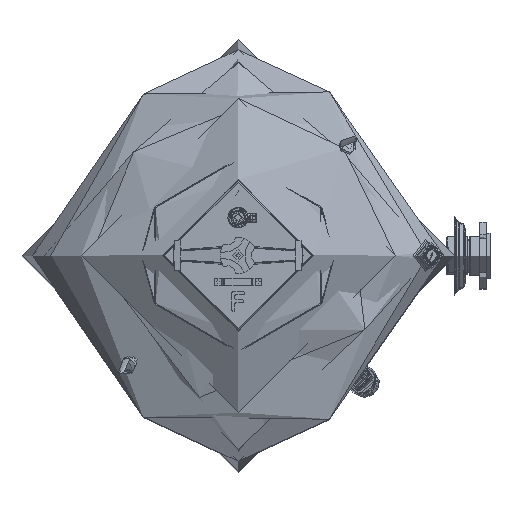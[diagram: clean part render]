
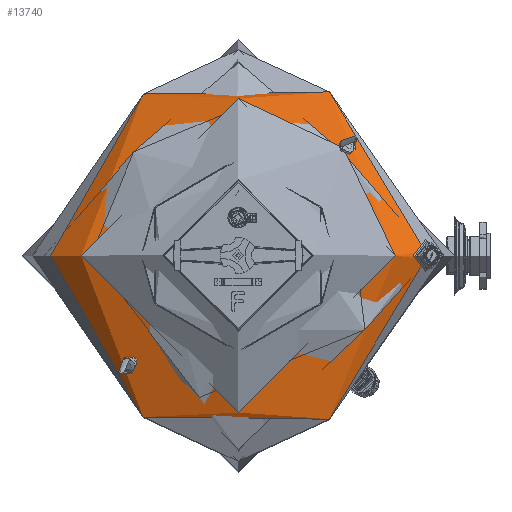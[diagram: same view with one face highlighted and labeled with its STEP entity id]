
A CAD part, top view. The second image highlights one B-rep face of the part: STEP entity #13740.
In plain terms, the highlighted free-form (B-spline) face has degree [3, 3] with [4, 7] control points.
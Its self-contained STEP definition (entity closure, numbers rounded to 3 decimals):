
#13740 = ADVANCED_FACE( '', ( #20402, #20403 ), #20404, .T. );
#20402 = FACE_OUTER_BOUND( '', #22905, .T. );
#20403 = FACE_OUTER_BOUND( '', #22906, .T. );
#20404 = ( BOUNDED_SURFACE(  )B_SPLINE_SURFACE( 3, 3, ( ( #22909, #22910, #22911, #22912, #22913, #22914, #22915 ), ( #22916, #22917, #22918, #22919, #22920, #22921, #22922 ), ( #22923, #22924, #22925, #22926, #22927, #22928, #22929 ), ( #22930, #22931, #22932, #22933, #22934, #22935, #22936 ) ), .UNSPECIFIED., .F., .T., .F. )B_SPLINE_SURFACE_WITH_KNOTS( ( 4, 4 ), ( 4, 3, 4 ), ( 0., 6.283 ), ( -1.009, -0.929, -0.849 ), .UNSPECIFIED. )GEOMETRIC_REPRESENTATION_ITEM(  )RATIONAL_B_SPLINE_SURFACE( ( ( 1., 0.333, 0.333, 1., 0.333, 0.333, 1. ), ( 0.998, 0.333, 0.333, 0.998, 0.333, 0.333, 0.998 ), ( 0.998, 0.333, 0.333, 0.998, 0.333, 0.333, 0.998 ), ( 1., 0.333, 0.333, 1., 0.333, 0.333, 1. ) ) )REPRESENTATION_ITEM( '' )SURFACE(  ) );
#22905 = EDGE_LOOP( '', ( #26582, #26583 ) );
#22906 = EDGE_LOOP( '', ( #26584 ) );
#22909 = CARTESIAN_POINT( '', ( -619.861, 0., 569.466 ) );
#22910 = CARTESIAN_POINT( '', ( -619.861, 1239.721, 569.466 ) );
#22911 = CARTESIAN_POINT( '', ( 619.861, 1239.721, 569.466 ) );
#22912 = CARTESIAN_POINT( '', ( 619.861, 0., 569.466 ) );
#22913 = CARTESIAN_POINT( '', ( 619.861, -1239.721, 569.466 ) );
#22914 = CARTESIAN_POINT( '', ( -619.861, -1239.721, 569.466 ) );
#22915 = CARTESIAN_POINT( '', ( -619.861, 0., 569.466 ) );
#22916 = CARTESIAN_POINT( '', ( -588.491, 0., 597.053 ) );
#22917 = CARTESIAN_POINT( '', ( -588.491, 1176.983, 597.053 ) );
#22918 = CARTESIAN_POINT( '', ( 588.491, 1176.983, 597.053 ) );
#22919 = CARTESIAN_POINT( '', ( 588.491, 0., 597.053 ) );
#22920 = CARTESIAN_POINT( '', ( 588.491, -1176.983, 597.053 ) );
#22921 = CARTESIAN_POINT( '', ( -588.491, -1176.983, 597.053 ) );
#22922 = CARTESIAN_POINT( '', ( -588.491, 0., 597.053 ) );
#22923 = CARTESIAN_POINT( '', ( -555.019, 0., 622.046 ) );
#22924 = CARTESIAN_POINT( '', ( -555.019, 1110.039, 622.046 ) );
#22925 = CARTESIAN_POINT( '', ( 555.019, 1110.039, 622.046 ) );
#22926 = CARTESIAN_POINT( '', ( 555.019, 0., 622.046 ) );
#22927 = CARTESIAN_POINT( '', ( 555.019, -1110.039, 622.046 ) );
#22928 = CARTESIAN_POINT( '', ( -555.019, -1110.039, 622.046 ) );
#22929 = CARTESIAN_POINT( '', ( -555.019, 0., 622.046 ) );
#22930 = CARTESIAN_POINT( '', ( -519.659, 0., 644.288 ) );
#22931 = CARTESIAN_POINT( '', ( -519.659, 1039.317, 644.288 ) );
#22932 = CARTESIAN_POINT( '', ( 519.659, 1039.317, 644.288 ) );
#22933 = CARTESIAN_POINT( '', ( 519.659, 0., 644.288 ) );
#22934 = CARTESIAN_POINT( '', ( 519.659, -1039.317, 644.288 ) );
#22935 = CARTESIAN_POINT( '', ( -519.659, -1039.317, 644.288 ) );
#22936 = CARTESIAN_POINT( '', ( -519.659, 0., 644.288 ) );
#26582 = ORIENTED_EDGE( '', *, *, #57049, .F. );
#26583 = ORIENTED_EDGE( '', *, *, #57054, .T. );
#26584 = ORIENTED_EDGE( '', *, *, #57051, .T. );
#57049 = EDGE_CURVE( '', #59633, #59634, #59635, .T. );
#57051 = EDGE_CURVE( '', #59637, #59637, #59638, .T. );
#57054 = EDGE_CURVE( '', #59633, #59634, #59643, .T. );
#59633 = VERTEX_POINT( '', #59987 );
#59634 = VERTEX_POINT( '', #59988 );
#59635 = CIRCLE( '', #59989, 619.861 );
#59637 = VERTEX_POINT( '', #60039 );
#59638 = CIRCLE( '', #60040, 519.659 );
#59643 = B_SPLINE_CURVE_WITH_KNOTS( '', 3, ( #60045, #60046, #60047, #60048, #60049, #60050, #60051, #60052, #60053, #60054, #60055, #60056, #60057, #60058, #60059, #60060, #60061, #60062, #60063, #60064, #60065, #60066, #60067, #60068, #60069, #60070, #60071, #60072, #60073, #60074, #60075, #60076, #60077, #60078, #60079, #60080, #60081, #60082, #60083, #60084, #60085, #60086, #60087, #60088, #60089, #60090, #60091, #60092, #60093, #60094 ), .UNSPECIFIED., .F., .F., ( 4, 2, 2, 2, 2, 2, 2, 2, 2, 2, 2, 2, 2, 2, 2, 2, 2, 2, 2, 2, 2, 2, 2, 2, 4 ), ( 0., 0.003, 0.004, 0.006, 0.008, 0.01, 0.011, 0.014, 0.017, 0.018, 0.02, 0.022, 0.024, 0.025, 0.028, 0.029, 0.031, 0.032, 0.034, 0.036, 0.038, 0.039, 0.042, 0.043, 0.045 ), .UNSPECIFIED. );
#59987 = CARTESIAN_POINT( '', ( 619.703, -13.989, 569.466 ) );
#59988 = CARTESIAN_POINT( '', ( 619.703, 13.989, 569.466 ) );
#59989 = AXIS2_PLACEMENT_3D( '', #61129, #61130, #61131 );
#60039 = CARTESIAN_POINT( '', ( -519.659, 0., 644.288 ) );
#60040 = AXIS2_PLACEMENT_3D( '', #61132, #61133, #61134 );
#60045 = CARTESIAN_POINT( '', ( 619.703, -13.989, 569.466 ) );
#60046 = CARTESIAN_POINT( '', ( 618.991, -14.027, 570.092 ) );
#60047 = CARTESIAN_POINT( '', ( 618.288, -13.969, 570.708 ) );
#60048 = CARTESIAN_POINT( '', ( 617.246, -13.744, 571.622 ) );
#60049 = CARTESIAN_POINT( '', ( 616.901, -13.646, 571.924 ) );
#60050 = CARTESIAN_POINT( '', ( 616.216, -13.402, 572.525 ) );
#60051 = CARTESIAN_POINT( '', ( 615.876, -13.256, 572.823 ) );
#60052 = CARTESIAN_POINT( '', ( 614.884, -12.756, 573.692 ) );
#60053 = CARTESIAN_POINT( '', ( 614.255, -12.338, 574.243 ) );
#60054 = CARTESIAN_POINT( '', ( 613.358, -11.586, 575.028 ) );
#60055 = CARTESIAN_POINT( '', ( 613.065, -11.312, 575.284 ) );
#60056 = CARTESIAN_POINT( '', ( 612.506, -10.73, 575.773 ) );
#60057 = CARTESIAN_POINT( '', ( 612.239, -10.422, 576.006 ) );
#60058 = CARTESIAN_POINT( '', ( 611.477, -9.45, 576.673 ) );
#60059 = CARTESIAN_POINT( '', ( 611.019, -8.738, 577.073 ) );
#60060 = CARTESIAN_POINT( '', ( 610.207, -7.179, 577.782 ) );
#60061 = CARTESIAN_POINT( '', ( 609.867, -6.356, 578.079 ) );
#60062 = CARTESIAN_POINT( '', ( 609.452, -5.065, 578.441 ) );
#60063 = CARTESIAN_POINT( '', ( 609.329, -4.625, 578.548 ) );
#60064 = CARTESIAN_POINT( '', ( 609.117, -3.726, 578.733 ) );
#60065 = CARTESIAN_POINT( '', ( 609.028, -3.265, 578.811 ) );
#60066 = CARTESIAN_POINT( '', ( 608.815, -1.882, 578.997 ) );
#60067 = CARTESIAN_POINT( '', ( 608.744, -0.952, 579.059 ) );
#60068 = CARTESIAN_POINT( '', ( 608.743, 0.456, 579.06 ) );
#60069 = CARTESIAN_POINT( '', ( 608.761, 0.931, 579.045 ) );
#60070 = CARTESIAN_POINT( '', ( 608.832, 1.871, 578.982 ) );
#60071 = CARTESIAN_POINT( '', ( 608.885, 2.335, 578.936 ) );
#60072 = CARTESIAN_POINT( '', ( 609.096, 3.711, 578.752 ) );
#60073 = CARTESIAN_POINT( '', ( 609.305, 4.605, 578.57 ) );
#60074 = CARTESIAN_POINT( '', ( 609.723, 5.912, 578.204 ) );
#60075 = CARTESIAN_POINT( '', ( 609.879, 6.337, 578.068 ) );
#60076 = CARTESIAN_POINT( '', ( 610.22, 7.159, 577.771 ) );
#60077 = CARTESIAN_POINT( '', ( 610.405, 7.557, 577.609 ) );
#60078 = CARTESIAN_POINT( '', ( 610.805, 8.327, 577.26 ) );
#60079 = CARTESIAN_POINT( '', ( 611.019, 8.699, 577.072 ) );
#60080 = CARTESIAN_POINT( '', ( 611.478, 9.418, 576.671 ) );
#60081 = CARTESIAN_POINT( '', ( 611.724, 9.765, 576.457 ) );
#60082 = CARTESIAN_POINT( '', ( 612.49, 10.743, 575.787 ) );
#60083 = CARTESIAN_POINT( '', ( 613.044, 11.32, 575.303 ) );
#60084 = CARTESIAN_POINT( '', ( 613.939, 12.074, 574.52 ) );
#60085 = CARTESIAN_POINT( '', ( 614.249, 12.308, 574.248 ) );
#60086 = CARTESIAN_POINT( '', ( 614.885, 12.731, 573.691 ) );
#60087 = CARTESIAN_POINT( '', ( 615.209, 12.919, 573.407 ) );
#60088 = CARTESIAN_POINT( '', ( 616.196, 13.418, 572.542 ) );
#60089 = CARTESIAN_POINT( '', ( 616.876, 13.663, 571.947 ) );
#60090 = CARTESIAN_POINT( '', ( 617.929, 13.892, 571.023 ) );
#60091 = CARTESIAN_POINT( '', ( 618.283, 13.945, 570.712 ) );
#60092 = CARTESIAN_POINT( '', ( 618.992, 14.003, 570.091 ) );
#60093 = CARTESIAN_POINT( '', ( 619.347, 14.008, 569.779 ) );
#60094 = CARTESIAN_POINT( '', ( 619.703, 13.989, 569.466 ) );
#61129 = CARTESIAN_POINT( '', ( 0., 0., 569.466 ) );
#61130 = DIRECTION( '', ( 0., 0., -1. ) );
#61131 = DIRECTION( '', ( -1., 0., 0. ) );
#61132 = CARTESIAN_POINT( '', ( 0., 0., 644.288 ) );
#61133 = DIRECTION( '', ( 0., 0., -1. ) );
#61134 = DIRECTION( '', ( -1., 0., 0. ) );
